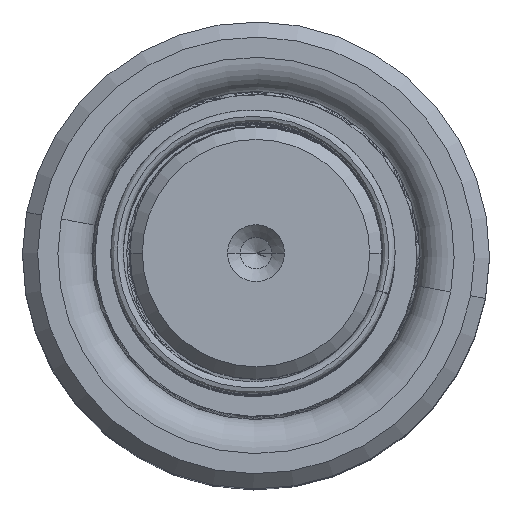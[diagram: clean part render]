
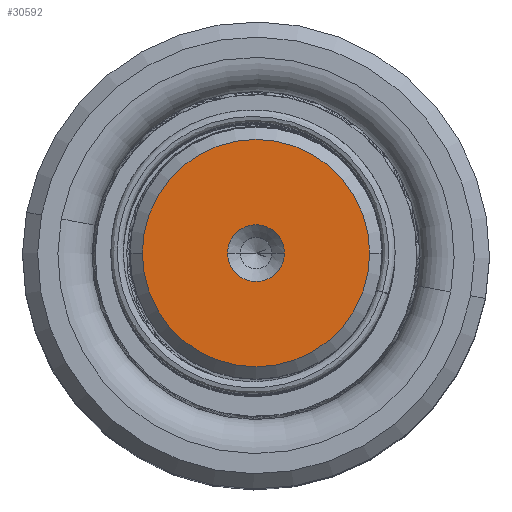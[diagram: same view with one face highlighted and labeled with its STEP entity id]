
A CAD part, top view. The second image highlights one B-rep face of the part: STEP entity #30592.
In plain terms, the highlighted planar face has unit normal (0, 0, 1).
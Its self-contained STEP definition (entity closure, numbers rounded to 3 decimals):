
#262 = EDGE_CURVE ( 'NONE', #12025, #18684, #12079, .T. ) ;
#516 = CARTESIAN_POINT ( 'NONE',  ( -2.25, 0., 160. ) ) ;
#1026 = DIRECTION ( 'NONE',  ( 1., 0., 0. ) ) ;
#1806 = FACE_OUTER_BOUND ( 'NONE', #6921, .T. ) ;
#3942 = ORIENTED_EDGE ( 'NONE', *, *, #33904, .F. ) ;
#3960 = FACE_BOUND ( 'NONE', #22261, .T. ) ;
#4246 = AXIS2_PLACEMENT_3D ( 'NONE', #6191, #22736, #1026 ) ;
#4304 = DIRECTION ( 'NONE',  ( 0., 0., 1. ) ) ;
#6191 = CARTESIAN_POINT ( 'NONE',  ( 0., 0., 160. ) ) ;
#6366 = AXIS2_PLACEMENT_3D ( 'NONE', #31265, #33385, #17539 ) ;
#6921 = EDGE_LOOP ( 'NONE', ( #21449, #13348 ) ) ;
#7043 = DIRECTION ( 'NONE',  ( 1., 0., 0. ) ) ;
#7288 = DIRECTION ( 'NONE',  ( 0., 0., 1. ) ) ;
#7485 = CARTESIAN_POINT ( 'NONE',  ( 0., 0., 160. ) ) ;
#9778 = DIRECTION ( 'NONE',  ( 1., 0., 0. ) ) ;
#10887 = AXIS2_PLACEMENT_3D ( 'NONE', #7485, #29128, #26762 ) ;
#11035 = CARTESIAN_POINT ( 'NONE',  ( -9.009, 0., 160. ) ) ;
#11912 = CARTESIAN_POINT ( 'NONE',  ( 2.25, 0., 160. ) ) ;
#12025 = VERTEX_POINT ( 'NONE', #14014 ) ;
#12079 = CIRCLE ( 'NONE', #12638, 9.009 ) ;
#12357 = EDGE_CURVE ( 'NONE', #15443, #32387, #13240, .T. ) ;
#12638 = AXIS2_PLACEMENT_3D ( 'NONE', #20512, #4304, #7043 ) ;
#13240 = CIRCLE ( 'NONE', #4246, 2.25 ) ;
#13348 = ORIENTED_EDGE ( 'NONE', *, *, #262, .T. ) ;
#14014 = CARTESIAN_POINT ( 'NONE',  ( 9.009, 0., 160. ) ) ;
#15443 = VERTEX_POINT ( 'NONE', #11912 ) ;
#16256 = AXIS2_PLACEMENT_3D ( 'NONE', #23493, #7288, #9778 ) ;
#17539 = DIRECTION ( 'NONE',  ( 1., 0., 0. ) ) ;
#18684 = VERTEX_POINT ( 'NONE', #11035 ) ;
#20512 = CARTESIAN_POINT ( 'NONE',  ( 0., 0., 160. ) ) ;
#21449 = ORIENTED_EDGE ( 'NONE', *, *, #24855, .T. ) ;
#22261 = EDGE_LOOP ( 'NONE', ( #23611, #3942 ) ) ;
#22541 = CIRCLE ( 'NONE', #6366, 2.25 ) ;
#22736 = DIRECTION ( 'NONE',  ( 0., 0., 1. ) ) ;
#23493 = CARTESIAN_POINT ( 'NONE',  ( 0., 0., 160. ) ) ;
#23611 = ORIENTED_EDGE ( 'NONE', *, *, #12357, .F. ) ;
#24855 = EDGE_CURVE ( 'NONE', #18684, #12025, #32008, .T. ) ;
#26282 = PLANE ( 'NONE',  #10887 ) ;
#26762 = DIRECTION ( 'NONE',  ( 1., 0., 0. ) ) ;
#29128 = DIRECTION ( 'NONE',  ( 0., 0., 1. ) ) ;
#30592 = ADVANCED_FACE ( 'NONE', ( #3960, #1806 ), #26282, .T. ) ;
#31265 = CARTESIAN_POINT ( 'NONE',  ( 0., 0., 160. ) ) ;
#32008 = CIRCLE ( 'NONE', #16256, 9.009 ) ;
#32387 = VERTEX_POINT ( 'NONE', #516 ) ;
#33385 = DIRECTION ( 'NONE',  ( 0., 0., 1. ) ) ;
#33904 = EDGE_CURVE ( 'NONE', #32387, #15443, #22541, .T. ) ;
